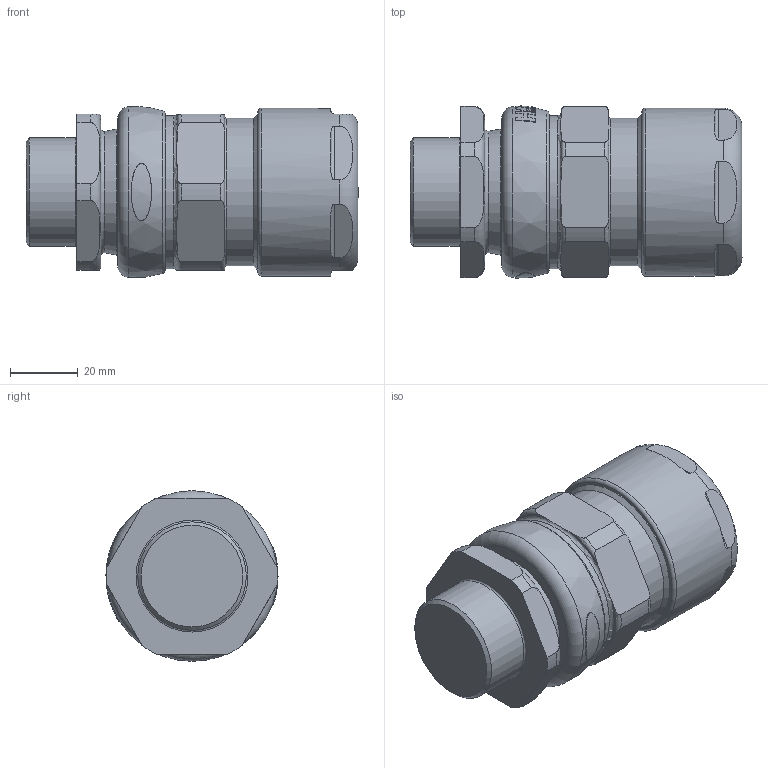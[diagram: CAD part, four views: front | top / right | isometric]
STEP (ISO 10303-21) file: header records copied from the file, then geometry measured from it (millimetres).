
FILE_DESCRIPTION(/* description */ (''),/* implementation_level */ '2;1');
FILE_NAME(/* name */ '710_X C.stp',/* time_stamp */ '2019-08-02T23:12:44+06:00',/* author */ ('vinaykumark'),/* organization */ (''),/* preprocessor_version */ 'ST-DEVELOPER v16.13',/* originating_system */ 'Autodesk Inventor 2018',/* authorisation */ '');
FILE_SCHEMA (('AUTOMOTIVE_DESIGN { 1 0 10303 214 3 1 1 }'));
Length unit declared in the file: centimetre
Products named in the file (1): 710_X A
Bounding box: 97.93 x 50.75 x 50.36 mm (x, y, z)
Surface area: 57041.3 mm2
Topology: 9 solids, 9 shells, 783 faces, 2168 edges, 1441 vertices
Faces by surface type: plane 288, torus 175, bspline 168, cylinder 81, cone 71
Full cylindrical faces by diameter (mm): 26.3 x1, 26.5 x1, 30 x1, 30.3 x1, 32 x1, 33.3 x1, 33.75 x1, 33.9 x1, 36.2 x1, 36.277 x1, 37 x1, 38 x1, 38.1 x1, 38.8 x2, 41.275 x1, 43.54 x2, 44 x1, 44.4 x1, 45.15 x1, 46 x1, 49.5 x1
Entity records: 30061 total; most frequent: CARTESIAN_POINT 10672, ORIENTED_EDGE 4166, DIRECTION 3426, EDGE_CURVE 2083, VERTEX_POINT 1433, AXIS2_PLACEMENT_3D 1379, EDGE_LOOP 904, STYLED_ITEM 792
